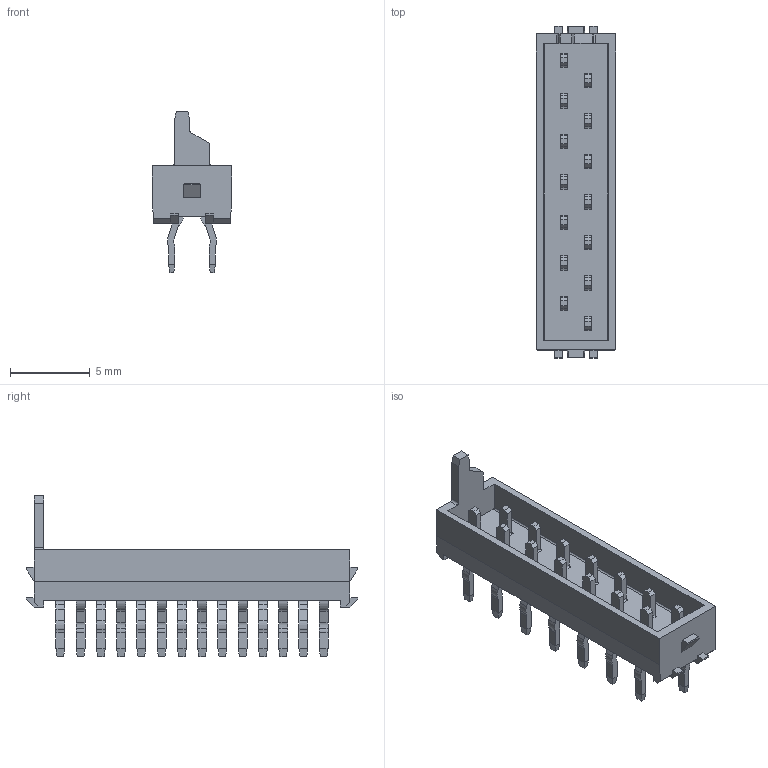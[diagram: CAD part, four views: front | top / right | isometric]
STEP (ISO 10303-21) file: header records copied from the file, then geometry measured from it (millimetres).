
FILE_DESCRIPTION(/* description */ ('Unknown'),/* implementation_level */ '2;1');
FILE_NAME(/* name */ 'J_Wurth_WR-MM_690357101472',/* time_stamp */ '2025-05-06T15:19:49+08:00',/* author */ ('Unknown'),/* organization */ ('Unknown'),/* preprocessor_version */ 'ST-DEVELOPER v19.4',/* originating_system */ 'Solid Edge',/* authorisation */ 'Unknown');
FILE_SCHEMA (('AUTOMOTIVE_DESIGN {1 0 10303 214 3 1 1}'));
Length unit declared in the file: millimetre
Products named in the file (2): J_Wurth_WR-MM_690357101472
Assembly tree (1 placements, depth 2):
  J_Wurth_WR-MM_690357101472
    J_Wurth_WR-MM_690357101472
Bounding box: 5 x 20.81 x 10.1 mm (x, y, z)
Volume: 193.9 mm3; surface area: 620.2 mm2
Topology: 1 solids, 29 shells, 712 faces, 1732 edges, 1136 vertices
Faces by surface type: plane 510, cylinder 202
Entity records: 25703 total; most frequent: CARTESIAN_POINT 3582, DIRECTION 3564, ORIENTED_EDGE 3464, EDGE_CURVE 1732, LINE 1328, VECTOR 1328, VERTEX_POINT 1136, AXIS2_PLACEMENT_3D 1118
